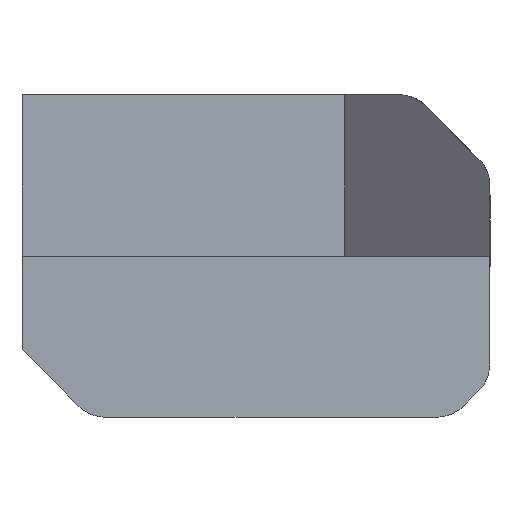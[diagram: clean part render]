
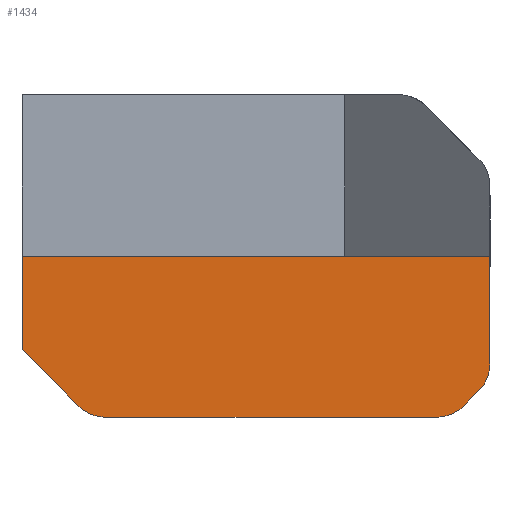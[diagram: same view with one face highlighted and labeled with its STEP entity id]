
A CAD part, left-side view. The second image highlights one B-rep face of the part: STEP entity #1434.
In plain terms, the highlighted planar face has unit normal (-1, 0, 0).
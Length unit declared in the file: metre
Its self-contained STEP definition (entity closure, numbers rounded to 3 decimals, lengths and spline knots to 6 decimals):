
#76=CIRCLE('',#1506,0.005);
#77=CIRCLE('',#1508,0.005);
#121=CIRCLE('',#1593,0.005);
#395=ORIENTED_EDGE('',*,*,#542,.F.);
#396=ORIENTED_EDGE('',*,*,#683,.T.);
#397=ORIENTED_EDGE('',*,*,#684,.T.);
#398=ORIENTED_EDGE('',*,*,#597,.T.);
#399=ORIENTED_EDGE('',*,*,#599,.T.);
#400=ORIENTED_EDGE('',*,*,#594,.T.);
#401=ORIENTED_EDGE('',*,*,#685,.F.);
#402=ORIENTED_EDGE('',*,*,#647,.T.);
#403=ORIENTED_EDGE('',*,*,#680,.F.);
#542=EDGE_CURVE('',#729,#730,#861,.T.);
#594=EDGE_CURVE('',#766,#765,#76,.T.);
#597=EDGE_CURVE('',#768,#767,#77,.T.);
#599=EDGE_CURVE('',#767,#766,#898,.T.);
#647=EDGE_CURVE('',#808,#807,#924,.T.);
#680=EDGE_CURVE('',#730,#807,#936,.T.);
#683=EDGE_CURVE('',#729,#828,#121,.T.);
#684=EDGE_CURVE('',#828,#768,#939,.T.);
#685=EDGE_CURVE('',#808,#765,#940,.T.);
#729=VERTEX_POINT('',#2109);
#730=VERTEX_POINT('',#2111);
#765=VERTEX_POINT('',#2248);
#766=VERTEX_POINT('',#2250);
#767=VERTEX_POINT('',#2254);
#768=VERTEX_POINT('',#2256);
#807=VERTEX_POINT('',#2364);
#808=VERTEX_POINT('',#2366);
#828=VERTEX_POINT('',#2443);
#861=LINE('',#2110,#972);
#898=LINE('',#2259,#1009);
#924=LINE('',#2365,#1035);
#936=LINE('',#2438,#1047);
#939=LINE('',#2444,#1050);
#940=LINE('',#2445,#1051);
#972=VECTOR('',#1676,1.);
#1009=VECTOR('',#1771,1.);
#1035=VECTOR('',#1879,1.);
#1047=VECTOR('',#1973,1.);
#1050=VECTOR('',#1980,1.);
#1051=VECTOR('',#1981,1.);
#1145=EDGE_LOOP('',(#395,#396,#397,#398,#399,#400,#401,#402,#403));
#1282=FACE_BOUND('',#1145,.T.);
#1364=PLANE('',#1592);
#1434=ADVANCED_FACE('',(#1282),#1364,.T.);
#1506=AXIS2_PLACEMENT_3D('',#2249,#1760,#1761);
#1508=AXIS2_PLACEMENT_3D('',#2255,#1766,#1767);
#1592=AXIS2_PLACEMENT_3D('',#2441,#1976,#1977);
#1593=AXIS2_PLACEMENT_3D('',#2442,#1978,#1979);
#1676=DIRECTION('',(0.,0.707,0.707));
#1760=DIRECTION('',(-1.,0.,0.));
#1761=DIRECTION('',(0.,0.,1.));
#1766=DIRECTION('',(-1.,0.,0.));
#1767=DIRECTION('',(0.,0.,1.));
#1771=DIRECTION('',(0.,-0.707,0.707));
#1879=DIRECTION('',(0.,1.,0.));
#1973=DIRECTION('',(0.,0.,1.));
#1976=DIRECTION('',(-1.,0.,0.));
#1977=DIRECTION('',(0.,1.,0.));
#1978=DIRECTION('',(-1.,0.,0.));
#1979=DIRECTION('',(0.,0.,1.));
#1980=DIRECTION('',(0.,-1.,0.));
#1981=DIRECTION('',(0.,0.,-1.));
#2109=CARTESIAN_POINT('',(-0.206879,0.125336,-0.362596));
#2110=CARTESIAN_POINT('',(-0.206879,0.124121,-0.363811));
#2111=CARTESIAN_POINT('',(-0.206879,0.132871,-0.355061));
#2248=CARTESIAN_POINT('',(-0.206879,0.070906,-0.35699));
#2249=CARTESIAN_POINT('',(-0.206879,0.075906,-0.35699));
#2250=CARTESIAN_POINT('',(-0.206879,0.072371,-0.360525));
#2254=CARTESIAN_POINT('',(-0.206879,0.074442,-0.362596));
#2255=CARTESIAN_POINT('',(-0.206879,0.077977,-0.359061));
#2256=CARTESIAN_POINT('',(-0.206879,0.077977,-0.364061));
#2259=CARTESIAN_POINT('',(-0.206879,0.074441,-0.362595));
#2364=CARTESIAN_POINT('',(-0.206879,0.132871,-0.342736));
#2365=CARTESIAN_POINT('',(-0.206879,0.098673,-0.342736));
#2366=CARTESIAN_POINT('',(-0.206879,0.070906,-0.342736));
#2438=CARTESIAN_POINT('',(-0.206879,0.132871,-0.345952));
#2441=CARTESIAN_POINT('',(-0.206879,0.098673,-0.338363));
#2442=CARTESIAN_POINT('',(-0.206879,0.1218,-0.359061));
#2443=CARTESIAN_POINT('',(-0.206879,0.1218,-0.364061));
#2444=CARTESIAN_POINT('',(-0.206879,0.098673,-0.364061));
#2445=CARTESIAN_POINT('',(-0.206879,0.070906,-0.358461));
